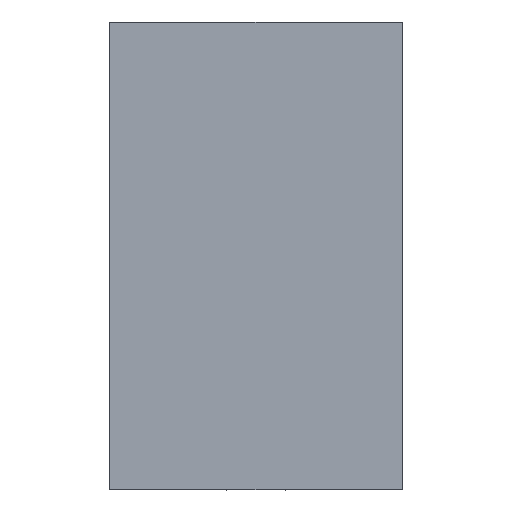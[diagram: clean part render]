
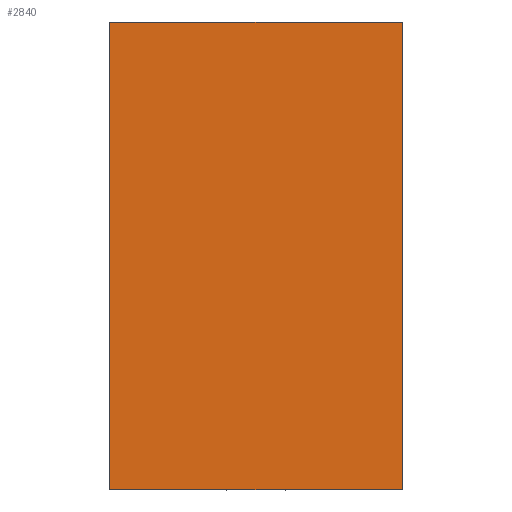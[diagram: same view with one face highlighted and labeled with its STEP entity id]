
A CAD part, front view. The second image highlights one B-rep face of the part: STEP entity #2840.
In plain terms, the highlighted planar face has unit normal (0, -1, 0).
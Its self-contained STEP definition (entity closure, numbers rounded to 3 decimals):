
#117=PLANE('',#3040);
#376=LINE('',#4386,#644);
#380=LINE('',#4394,#648);
#383=LINE('',#4400,#651);
#385=LINE('',#4403,#653);
#644=VECTOR('',#3666,1000.);
#648=VECTOR('',#3672,1000.);
#651=VECTOR('',#3677,1000.);
#653=VECTOR('',#3681,1000.);
#1346=ORIENTED_EDGE('',*,*,#1697,.F.);
#1347=ORIENTED_EDGE('',*,*,#1688,.F.);
#1348=ORIENTED_EDGE('',*,*,#1692,.F.);
#1349=ORIENTED_EDGE('',*,*,#1695,.F.);
#1688=EDGE_CURVE('',#1922,#1923,#376,.T.);
#1692=EDGE_CURVE('',#1925,#1922,#380,.T.);
#1695=EDGE_CURVE('',#1927,#1925,#383,.T.);
#1697=EDGE_CURVE('',#1923,#1927,#385,.T.);
#1922=VERTEX_POINT('',#4385);
#1923=VERTEX_POINT('',#4387);
#1925=VERTEX_POINT('',#4393);
#1927=VERTEX_POINT('',#4399);
#2127=EDGE_LOOP('',(#1346,#1347,#1348,#1349));
#2255=FACE_BOUND('',#2127,.T.);
#2840=ADVANCED_FACE('',(#2255),#117,.F.);
#3040=AXIS2_PLACEMENT_3D('',#4405,#3684,#3685);
#3666=DIRECTION('',(-1.,0.,0.));
#3672=DIRECTION('',(0.,0.,-1.));
#3677=DIRECTION('',(1.,0.,0.));
#3681=DIRECTION('',(0.,0.,1.));
#3684=DIRECTION('',(0.,1.,0.));
#3685=DIRECTION('',(0.,0.,1.));
#4385=CARTESIAN_POINT('',(0.5,-0.5,-0.8));
#4386=CARTESIAN_POINT('',(0.5,-0.5,-0.8));
#4387=CARTESIAN_POINT('',(-0.5,-0.5,-0.8));
#4393=CARTESIAN_POINT('',(0.5,-0.5,0.8));
#4394=CARTESIAN_POINT('',(0.5,-0.5,0.8));
#4399=CARTESIAN_POINT('',(-0.5,-0.5,0.8));
#4400=CARTESIAN_POINT('',(-0.5,-0.5,0.8));
#4403=CARTESIAN_POINT('',(-0.5,-0.5,-0.8));
#4405=CARTESIAN_POINT('',(0.,-0.5,0.));
